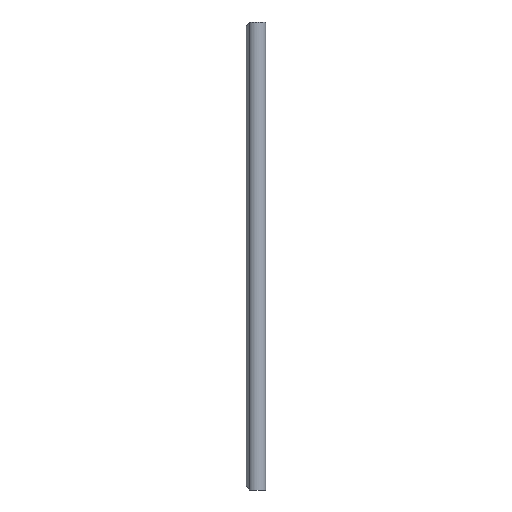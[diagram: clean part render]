
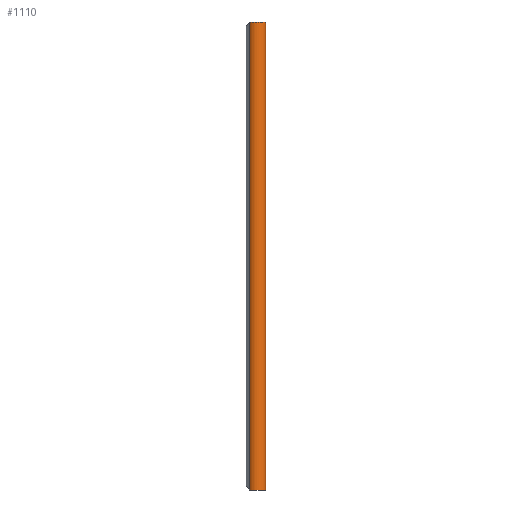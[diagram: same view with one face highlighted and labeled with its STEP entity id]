
A CAD part, left-side view. The second image highlights one B-rep face of the part: STEP entity #1110.
In plain terms, the highlighted cylindrical face has radius 6 mm (diameter 12 mm), a partial arc.
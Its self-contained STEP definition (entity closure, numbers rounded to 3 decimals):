
#224=CARTESIAN_POINT('',(-57.,6.,-21.5));
#225=DIRECTION('',(0.,0.,-1.));
#226=DIRECTION('',(0.,-1.,0.));
#227=AXIS2_PLACEMENT_3D('',#224,#225,#226);
#229=DIRECTION('',(0.,0.,1.));
#230=VECTOR('',#229,293.);
#231=CARTESIAN_POINT('',(-61.243,10.243,-21.5));
#232=LINE('',#231,#230);
#233=CARTESIAN_POINT('',(-57.,6.,271.5));
#234=DIRECTION('',(0.,0.,1.));
#235=DIRECTION('',(-0.707,0.707,0.));
#236=AXIS2_PLACEMENT_3D('',#233,#234,#235);
#238=DIRECTION('',(0.,0.,-1.));
#239=VECTOR('',#238,293.);
#240=CARTESIAN_POINT('',(-57.,0.,271.5));
#241=LINE('',#240,#239);
#719=CARTESIAN_POINT('',(-57.,0.,-21.5));
#721=VERTEX_POINT('',#719);
#724=CARTESIAN_POINT('',(-61.243,10.243,-21.5));
#726=VERTEX_POINT('',#724);
#760=CARTESIAN_POINT('',(-57.,0.,271.5));
#762=VERTEX_POINT('',#760);
#767=CARTESIAN_POINT('',(-61.243,10.243,271.5));
#769=VERTEX_POINT('',#767);
#1097=CARTESIAN_POINT('',(-57.,6.,21.5));
#1098=DIRECTION('',(0.,0.,-1.));
#1099=DIRECTION('',(-1.,0.,0.));
#1100=AXIS2_PLACEMENT_3D('',#1097,#1098,#1099);
#1101=CYLINDRICAL_SURFACE('',#1100,6.);
#1102=ORIENTED_EDGE('',*,*,#950,.T.);
#1104=ORIENTED_EDGE('',*,*,#1103,.T.);
#1106=ORIENTED_EDGE('',*,*,#1105,.T.);
#1107=ORIENTED_EDGE('',*,*,#976,.T.);
#1108=EDGE_LOOP('',(#1102,#1104,#1106,#1107));
#1109=FACE_OUTER_BOUND('',#1108,.F.);
#1110=ADVANCED_FACE('',(#1109),#1101,.T.);
#228=CIRCLE('',#227,6.);
#237=CIRCLE('',#236,6.);
#950=EDGE_CURVE('',#721,#726,#228,.T.);
#976=EDGE_CURVE('',#762,#721,#241,.T.);
#1103=EDGE_CURVE('',#726,#769,#232,.T.);
#1105=EDGE_CURVE('',#769,#762,#237,.T.);
